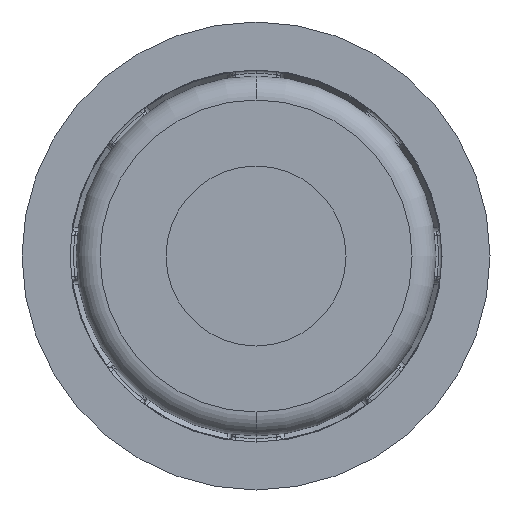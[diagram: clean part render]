
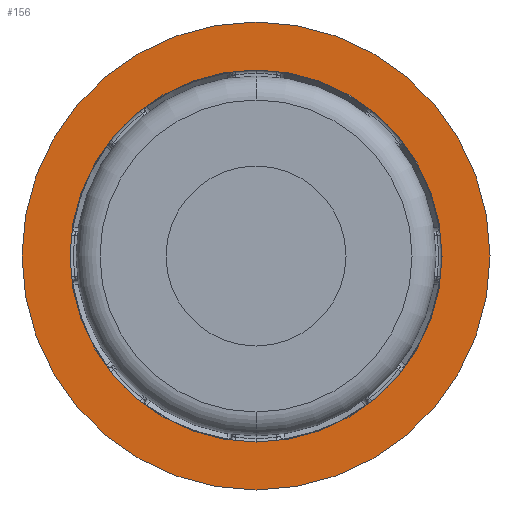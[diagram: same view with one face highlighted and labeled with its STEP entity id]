
A CAD part, front view. The second image highlights one B-rep face of the part: STEP entity #156.
In plain terms, the highlighted planar face has unit normal (0, -1, 0).
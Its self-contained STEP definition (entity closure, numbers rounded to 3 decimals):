
#156=ADVANCED_FACE('',(#573,#574),#575,.T.);
#573=FACE_OUTER_BOUND('',#1284,.T.);
#574=FACE_BOUND('',#1285,.T.);
#575=PLANE('',#1286);
#1284=EDGE_LOOP('',(#3730,#3731));
#1285=EDGE_LOOP('',(#3732,#3733));
#1286=AXIS2_PLACEMENT_3D('',#3734,#3735,#3736);
#3730=ORIENTED_EDGE('',*,*,#5947,.F.);
#3731=ORIENTED_EDGE('',*,*,#5812,.F.);
#3732=ORIENTED_EDGE('',*,*,#5842,.T.);
#3733=ORIENTED_EDGE('',*,*,#5814,.T.);
#3734=CARTESIAN_POINT('',(-15.5,0.0,0.0));
#3735=DIRECTION('',(0.0,-1.0,0.0));
#3736=DIRECTION('',(0.0,0.0,-1.0));
#5812=EDGE_CURVE('',#6761,#6763,#6764,.T.);
#5814=EDGE_CURVE('',#6766,#6767,#6768,.T.);
#5842=EDGE_CURVE('',#6767,#6766,#6818,.T.);
#5947=EDGE_CURVE('',#6763,#6761,#6998,.T.);
#6761=VERTEX_POINT('',#8095);
#6763=VERTEX_POINT('',#8098);
#6764=CIRCLE('',#8099,19.5);
#6766=VERTEX_POINT('',#8102);
#6767=VERTEX_POINT('',#8103);
#6768=CIRCLE('',#8104,15.5);
#6818=CIRCLE('',#8204,15.5);
#6998=CIRCLE('',#8694,19.5);
#8095=CARTESIAN_POINT('',(0.,0.0,19.5));
#8098=CARTESIAN_POINT('',(0.0,0.0,-19.5));
#8099=AXIS2_PLACEMENT_3D('',#10280,#10281,#10282);
#8102=CARTESIAN_POINT('',(0.,0.0,-15.5));
#8103=CARTESIAN_POINT('',(0.0,0.0,15.5));
#8104=AXIS2_PLACEMENT_3D('',#10284,#10285,#10286);
#8204=AXIS2_PLACEMENT_3D('',#10324,#10325,#10326);
#8694=AXIS2_PLACEMENT_3D('',#10495,#10496,#10497);
#10280=CARTESIAN_POINT('',(0.0,0.0,0.0));
#10281=DIRECTION('',(-0.0,1.0,0.0));
#10282=DIRECTION('',(0.0,0.0,1.0));
#10284=CARTESIAN_POINT('',(0.0,0.0,0.0));
#10285=DIRECTION('',(-0.0,1.0,0.0));
#10286=DIRECTION('',(0.0,0.0,1.0));
#10324=CARTESIAN_POINT('',(0.0,0.0,0.0));
#10325=DIRECTION('',(-0.0,1.0,0.0));
#10326=DIRECTION('',(0.0,0.0,1.0));
#10495=CARTESIAN_POINT('',(0.0,0.0,0.0));
#10496=DIRECTION('',(-0.0,1.0,0.0));
#10497=DIRECTION('',(0.0,0.0,1.0));
